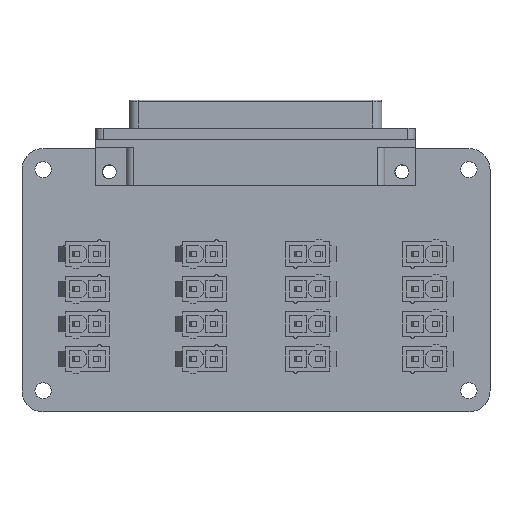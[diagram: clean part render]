
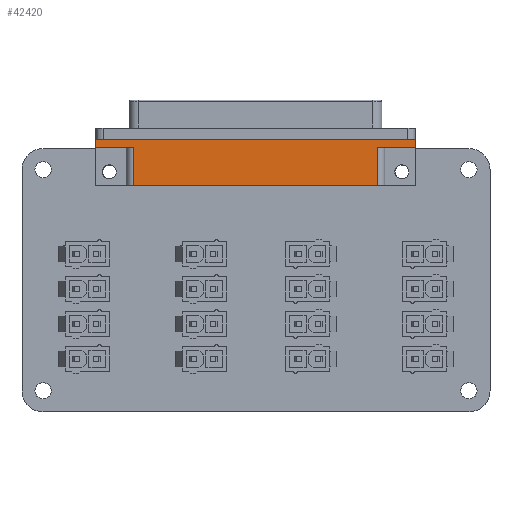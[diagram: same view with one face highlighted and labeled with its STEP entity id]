
A CAD part, top view. The second image highlights one B-rep face of the part: STEP entity #42420.
In plain terms, the highlighted face is planar.
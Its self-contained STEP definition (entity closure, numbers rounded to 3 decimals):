
#14412 = PLANE('',#14413);
#14413 = AXIS2_PLACEMENT_3D('',#14414,#14415,#14416);
#14414 = CARTESIAN_POINT('',(69.317,12.548,-2.413));
#14415 = DIRECTION('',(0.,0.,1.));
#14416 = DIRECTION('',(1.,0.,0.));
#14499 = PLANE('',#14500);
#14500 = AXIS2_PLACEMENT_3D('',#14501,#14502,#14503);
#14501 = CARTESIAN_POINT('',(69.317,12.548,-12.446));
#14502 = DIRECTION('',(1.,0.,0.));
#14503 = DIRECTION('',(0.,0.,-1.));
#14565 = PLANE('',#14566);
#14566 = AXIS2_PLACEMENT_3D('',#14567,#14568,#14569);
#14567 = CARTESIAN_POINT('',(0.,12.548,-12.446));
#14568 = DIRECTION('',(-1.,0.,0.));
#14569 = DIRECTION('',(0.,-1.,0.));
#14628 = VERTEX_POINT('',#14629);
#14629 = CARTESIAN_POINT('',(61.125,10.262,-4.191));
#14637 = CYLINDRICAL_SURFACE('',#14638,1.588);
#14638 = AXIS2_PLACEMENT_3D('',#14639,#14640,#14641);
#14639 = CARTESIAN_POINT('',(61.125,8.674,-12.446));
#14640 = DIRECTION('',(0.,0.,-1.));
#14641 = DIRECTION('',(-1.,0.,0.));
#14649 = PLANE('',#14650);
#14650 = AXIS2_PLACEMENT_3D('',#14651,#14652,#14653);
#14651 = CARTESIAN_POINT('',(69.317,2.896,-4.191));
#14652 = DIRECTION('',(0.,0.,-1.));
#14653 = DIRECTION('',(-1.,0.,0.));
#14694 = VERTEX_POINT('',#14695);
#14695 = CARTESIAN_POINT('',(61.125,10.262,-12.446));
#14710 = PLANE('',#14711);
#14711 = AXIS2_PLACEMENT_3D('',#14712,#14713,#14714);
#14712 = CARTESIAN_POINT('',(0.,0.,-12.446));
#14713 = DIRECTION('',(0.,0.,1.));
#14714 = DIRECTION('',(1.,0.,0.));
#14726 = EDGE_CURVE('',#14628,#14694,#14727,.T.);
#14727 = SURFACE_CURVE('',#14728,(#14732,#14739),.PCURVE_S1.);
#14728 = LINE('',#14729,#14730);
#14729 = CARTESIAN_POINT('',(61.125,10.262,-12.446));
#14730 = VECTOR('',#14731,1.);
#14731 = DIRECTION('',(0.,0.,-1.));
#14732 = PCURVE('',#14637,#14733);
#14733 = DEFINITIONAL_REPRESENTATION('',(#14734),#14738);
#14734 = LINE('',#14735,#14736);
#14735 = CARTESIAN_POINT('',(1.571,0.));
#14736 = VECTOR('',#14737,1.);
#14737 = DIRECTION('',(0.,1.));
#14738 = ( GEOMETRIC_REPRESENTATION_CONTEXT(2) 
PARAMETRIC_REPRESENTATION_CONTEXT() REPRESENTATION_CONTEXT('2D SPACE',''
  ) );
#14739 = PCURVE('',#14740,#14745);
#14740 = PLANE('',#14741);
#14741 = AXIS2_PLACEMENT_3D('',#14742,#14743,#14744);
#14742 = CARTESIAN_POINT('',(69.317,10.262,-12.446));
#14743 = DIRECTION('',(0.,-1.,0.));
#14744 = DIRECTION('',(1.,0.,0.));
#14745 = DEFINITIONAL_REPRESENTATION('',(#14746),#14750);
#14746 = LINE('',#14747,#14748);
#14747 = CARTESIAN_POINT('',(-8.192,0.));
#14748 = VECTOR('',#14749,1.);
#14749 = DIRECTION('',(0.,-1.));
#14750 = ( GEOMETRIC_REPRESENTATION_CONTEXT(2) 
PARAMETRIC_REPRESENTATION_CONTEXT() REPRESENTATION_CONTEXT('2D SPACE',''
  ) );
#14756 = VERTEX_POINT('',#14757);
#14757 = CARTESIAN_POINT('',(8.192,10.262,-4.191));
#14767 = CYLINDRICAL_SURFACE('',#14768,1.588);
#14768 = AXIS2_PLACEMENT_3D('',#14769,#14770,#14771);
#14769 = CARTESIAN_POINT('',(8.192,8.674,-4.191));
#14770 = DIRECTION('',(0.,0.,-1.));
#14771 = DIRECTION('',(-1.,0.,0.));
#14779 = PLANE('',#14780);
#14780 = AXIS2_PLACEMENT_3D('',#14781,#14782,#14783);
#14781 = CARTESIAN_POINT('',(0.,10.262,-4.191));
#14782 = DIRECTION('',(0.,0.,1.));
#14783 = DIRECTION('',(1.,0.,0.));
#14791 = EDGE_CURVE('',#14792,#14756,#14794,.T.);
#14792 = VERTEX_POINT('',#14793);
#14793 = CARTESIAN_POINT('',(8.192,10.262,-12.446));
#14794 = SURFACE_CURVE('',#14795,(#14799,#14806),.PCURVE_S1.);
#14795 = LINE('',#14796,#14797);
#14796 = CARTESIAN_POINT('',(8.192,10.262,-12.446));
#14797 = VECTOR('',#14798,1.);
#14798 = DIRECTION('',(0.,0.,1.));
#14799 = PCURVE('',#14767,#14800);
#14800 = DEFINITIONAL_REPRESENTATION('',(#14801),#14805);
#14801 = LINE('',#14802,#14803);
#14802 = CARTESIAN_POINT('',(1.571,8.255));
#14803 = VECTOR('',#14804,1.);
#14804 = DIRECTION('',(0.,-1.));
#14805 = ( GEOMETRIC_REPRESENTATION_CONTEXT(2) 
PARAMETRIC_REPRESENTATION_CONTEXT() REPRESENTATION_CONTEXT('2D SPACE',''
  ) );
#14806 = PCURVE('',#14740,#14807);
#14807 = DEFINITIONAL_REPRESENTATION('',(#14808),#14812);
#14808 = LINE('',#14809,#14810);
#14809 = CARTESIAN_POINT('',(-61.125,0.));
#14810 = VECTOR('',#14811,1.);
#14811 = DIRECTION('',(0.,1.));
#14812 = ( GEOMETRIC_REPRESENTATION_CONTEXT(2) 
PARAMETRIC_REPRESENTATION_CONTEXT() REPRESENTATION_CONTEXT('2D SPACE',''
  ) );
#42420 = ADVANCED_FACE('',(#42421),#14740,.F.);
#42421 = FACE_BOUND('',#42422,.F.);
#42422 = EDGE_LOOP('',(#42423,#42424,#42447,#42470,#42493,#42516,#42537,
    #42538));
#42423 = ORIENTED_EDGE('',*,*,#14726,.F.);
#42424 = ORIENTED_EDGE('',*,*,#42425,.T.);
#42425 = EDGE_CURVE('',#14628,#42426,#42428,.T.);
#42426 = VERTEX_POINT('',#42427);
#42427 = CARTESIAN_POINT('',(69.317,10.262,-4.191));
#42428 = SURFACE_CURVE('',#42429,(#42433,#42440),.PCURVE_S1.);
#42429 = LINE('',#42430,#42431);
#42430 = CARTESIAN_POINT('',(69.317,10.262,-4.191));
#42431 = VECTOR('',#42432,1.);
#42432 = DIRECTION('',(1.,0.,0.));
#42433 = PCURVE('',#14740,#42434);
#42434 = DEFINITIONAL_REPRESENTATION('',(#42435),#42439);
#42435 = LINE('',#42436,#42437);
#42436 = CARTESIAN_POINT('',(0.,8.255));
#42437 = VECTOR('',#42438,1.);
#42438 = DIRECTION('',(1.,0.));
#42439 = ( GEOMETRIC_REPRESENTATION_CONTEXT(2) 
PARAMETRIC_REPRESENTATION_CONTEXT() REPRESENTATION_CONTEXT('2D SPACE',''
  ) );
#42440 = PCURVE('',#14649,#42441);
#42441 = DEFINITIONAL_REPRESENTATION('',(#42442),#42446);
#42442 = LINE('',#42443,#42444);
#42443 = CARTESIAN_POINT('',(0.,7.366));
#42444 = VECTOR('',#42445,1.);
#42445 = DIRECTION('',(-1.,0.));
#42446 = ( GEOMETRIC_REPRESENTATION_CONTEXT(2) 
PARAMETRIC_REPRESENTATION_CONTEXT() REPRESENTATION_CONTEXT('2D SPACE',''
  ) );
#42447 = ORIENTED_EDGE('',*,*,#42448,.T.);
#42448 = EDGE_CURVE('',#42426,#42449,#42451,.T.);
#42449 = VERTEX_POINT('',#42450);
#42450 = CARTESIAN_POINT('',(69.317,10.262,-2.413));
#42451 = SURFACE_CURVE('',#42452,(#42456,#42463),.PCURVE_S1.);
#42452 = LINE('',#42453,#42454);
#42453 = CARTESIAN_POINT('',(69.317,10.262,-12.446));
#42454 = VECTOR('',#42455,1.);
#42455 = DIRECTION('',(0.,0.,1.));
#42456 = PCURVE('',#14740,#42457);
#42457 = DEFINITIONAL_REPRESENTATION('',(#42458),#42462);
#42458 = LINE('',#42459,#42460);
#42459 = CARTESIAN_POINT('',(0.,0.));
#42460 = VECTOR('',#42461,1.);
#42461 = DIRECTION('',(0.,1.));
#42462 = ( GEOMETRIC_REPRESENTATION_CONTEXT(2) 
PARAMETRIC_REPRESENTATION_CONTEXT() REPRESENTATION_CONTEXT('2D SPACE',''
  ) );
#42463 = PCURVE('',#14499,#42464);
#42464 = DEFINITIONAL_REPRESENTATION('',(#42465),#42469);
#42465 = LINE('',#42466,#42467);
#42466 = CARTESIAN_POINT('',(0.,-2.286));
#42467 = VECTOR('',#42468,1.);
#42468 = DIRECTION('',(-1.,0.));
#42469 = ( GEOMETRIC_REPRESENTATION_CONTEXT(2) 
PARAMETRIC_REPRESENTATION_CONTEXT() REPRESENTATION_CONTEXT('2D SPACE',''
  ) );
#42470 = ORIENTED_EDGE('',*,*,#42471,.T.);
#42471 = EDGE_CURVE('',#42449,#42472,#42474,.T.);
#42472 = VERTEX_POINT('',#42473);
#42473 = CARTESIAN_POINT('',(0.,10.262,-2.413));
#42474 = SURFACE_CURVE('',#42475,(#42479,#42486),.PCURVE_S1.);
#42475 = LINE('',#42476,#42477);
#42476 = CARTESIAN_POINT('',(69.317,10.262,-2.413));
#42477 = VECTOR('',#42478,1.);
#42478 = DIRECTION('',(-1.,0.,0.));
#42479 = PCURVE('',#14740,#42480);
#42480 = DEFINITIONAL_REPRESENTATION('',(#42481),#42485);
#42481 = LINE('',#42482,#42483);
#42482 = CARTESIAN_POINT('',(0.,10.033));
#42483 = VECTOR('',#42484,1.);
#42484 = DIRECTION('',(-1.,0.));
#42485 = ( GEOMETRIC_REPRESENTATION_CONTEXT(2) 
PARAMETRIC_REPRESENTATION_CONTEXT() REPRESENTATION_CONTEXT('2D SPACE',''
  ) );
#42486 = PCURVE('',#14412,#42487);
#42487 = DEFINITIONAL_REPRESENTATION('',(#42488),#42492);
#42488 = LINE('',#42489,#42490);
#42489 = CARTESIAN_POINT('',(0.,-2.286));
#42490 = VECTOR('',#42491,1.);
#42491 = DIRECTION('',(-1.,0.));
#42492 = ( GEOMETRIC_REPRESENTATION_CONTEXT(2) 
PARAMETRIC_REPRESENTATION_CONTEXT() REPRESENTATION_CONTEXT('2D SPACE',''
  ) );
#42493 = ORIENTED_EDGE('',*,*,#42494,.F.);
#42494 = EDGE_CURVE('',#42495,#42472,#42497,.T.);
#42495 = VERTEX_POINT('',#42496);
#42496 = CARTESIAN_POINT('',(0.,10.262,-4.191));
#42497 = SURFACE_CURVE('',#42498,(#42502,#42509),.PCURVE_S1.);
#42498 = LINE('',#42499,#42500);
#42499 = CARTESIAN_POINT('',(0.,10.262,-12.446));
#42500 = VECTOR('',#42501,1.);
#42501 = DIRECTION('',(0.,0.,1.));
#42502 = PCURVE('',#14740,#42503);
#42503 = DEFINITIONAL_REPRESENTATION('',(#42504),#42508);
#42504 = LINE('',#42505,#42506);
#42505 = CARTESIAN_POINT('',(-69.317,0.));
#42506 = VECTOR('',#42507,1.);
#42507 = DIRECTION('',(0.,1.));
#42508 = ( GEOMETRIC_REPRESENTATION_CONTEXT(2) 
PARAMETRIC_REPRESENTATION_CONTEXT() REPRESENTATION_CONTEXT('2D SPACE',''
  ) );
#42509 = PCURVE('',#14565,#42510);
#42510 = DEFINITIONAL_REPRESENTATION('',(#42511),#42515);
#42511 = LINE('',#42512,#42513);
#42512 = CARTESIAN_POINT('',(2.286,0.));
#42513 = VECTOR('',#42514,1.);
#42514 = DIRECTION('',(0.,1.));
#42515 = ( GEOMETRIC_REPRESENTATION_CONTEXT(2) 
PARAMETRIC_REPRESENTATION_CONTEXT() REPRESENTATION_CONTEXT('2D SPACE',''
  ) );
#42516 = ORIENTED_EDGE('',*,*,#42517,.T.);
#42517 = EDGE_CURVE('',#42495,#14756,#42518,.T.);
#42518 = SURFACE_CURVE('',#42519,(#42523,#42530),.PCURVE_S1.);
#42519 = LINE('',#42520,#42521);
#42520 = CARTESIAN_POINT('',(0.,10.262,-4.191));
#42521 = VECTOR('',#42522,1.);
#42522 = DIRECTION('',(1.,0.,0.));
#42523 = PCURVE('',#14740,#42524);
#42524 = DEFINITIONAL_REPRESENTATION('',(#42525),#42529);
#42525 = LINE('',#42526,#42527);
#42526 = CARTESIAN_POINT('',(-69.317,8.255));
#42527 = VECTOR('',#42528,1.);
#42528 = DIRECTION('',(1.,0.));
#42529 = ( GEOMETRIC_REPRESENTATION_CONTEXT(2) 
PARAMETRIC_REPRESENTATION_CONTEXT() REPRESENTATION_CONTEXT('2D SPACE',''
  ) );
#42530 = PCURVE('',#14779,#42531);
#42531 = DEFINITIONAL_REPRESENTATION('',(#42532),#42536);
#42532 = LINE('',#42533,#42534);
#42533 = CARTESIAN_POINT('',(0.,0.));
#42534 = VECTOR('',#42535,1.);
#42535 = DIRECTION('',(1.,0.));
#42536 = ( GEOMETRIC_REPRESENTATION_CONTEXT(2) 
PARAMETRIC_REPRESENTATION_CONTEXT() REPRESENTATION_CONTEXT('2D SPACE',''
  ) );
#42537 = ORIENTED_EDGE('',*,*,#14791,.F.);
#42538 = ORIENTED_EDGE('',*,*,#42539,.F.);
#42539 = EDGE_CURVE('',#14694,#14792,#42540,.T.);
#42540 = SURFACE_CURVE('',#42541,(#42545,#42552),.PCURVE_S1.);
#42541 = LINE('',#42542,#42543);
#42542 = CARTESIAN_POINT('',(69.317,10.262,-12.446));
#42543 = VECTOR('',#42544,1.);
#42544 = DIRECTION('',(-1.,0.,0.));
#42545 = PCURVE('',#14740,#42546);
#42546 = DEFINITIONAL_REPRESENTATION('',(#42547),#42551);
#42547 = LINE('',#42548,#42549);
#42548 = CARTESIAN_POINT('',(0.,0.));
#42549 = VECTOR('',#42550,1.);
#42550 = DIRECTION('',(-1.,0.));
#42551 = ( GEOMETRIC_REPRESENTATION_CONTEXT(2) 
PARAMETRIC_REPRESENTATION_CONTEXT() REPRESENTATION_CONTEXT('2D SPACE',''
  ) );
#42552 = PCURVE('',#14710,#42553);
#42553 = DEFINITIONAL_REPRESENTATION('',(#42554),#42558);
#42554 = LINE('',#42555,#42556);
#42555 = CARTESIAN_POINT('',(69.317,10.262));
#42556 = VECTOR('',#42557,1.);
#42557 = DIRECTION('',(-1.,0.));
#42558 = ( GEOMETRIC_REPRESENTATION_CONTEXT(2) 
PARAMETRIC_REPRESENTATION_CONTEXT() REPRESENTATION_CONTEXT('2D SPACE',''
  ) );
